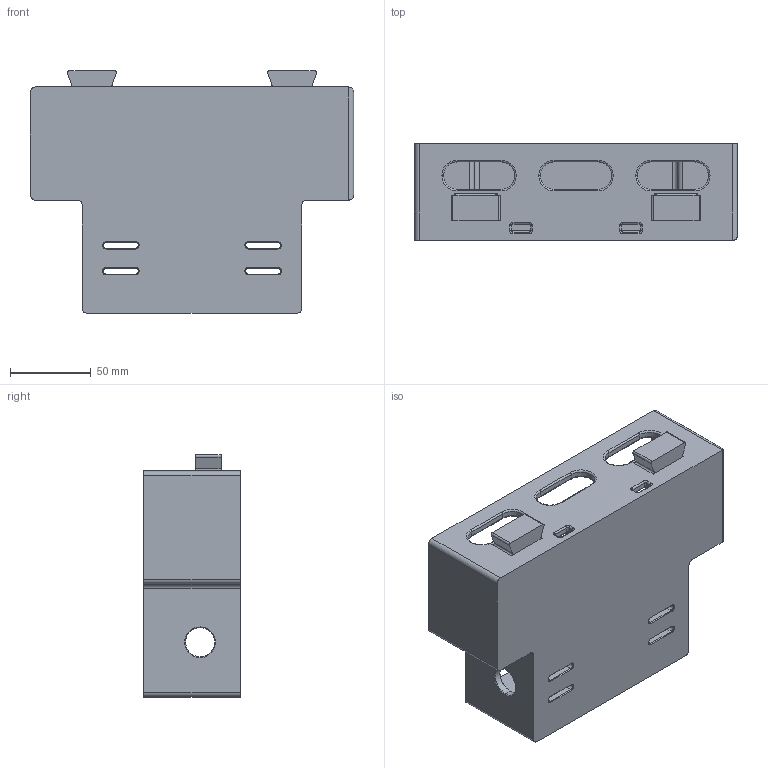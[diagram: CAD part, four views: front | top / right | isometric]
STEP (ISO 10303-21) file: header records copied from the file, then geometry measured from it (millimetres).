
FILE_DESCRIPTION (( 'STEP AP214' ), '1' );
FILE_NAME ('Chasis_MD.STEP', '2025-07-23T19:45:42', ( '' ), ( '' ), 'SwSTEP 2.0', 'SolidWorks 2025', '' );
FILE_SCHEMA (( 'AUTOMOTIVE_DESIGN' ));
Length unit declared in the file: millimetre
Products named in the file (1): Chasis_MD
Bounding box: 200 x 60 x 150 mm (x, y, z)
Volume: 292754.3 mm3; surface area: 120352.3 mm2
Topology: 1 solids, 1 shells, 225 faces, 550 edges, 326 vertices
Faces by surface type: cylinder 92, plane 65, torus 40, cone 24, bspline 4
Entity records: 7621 total; most frequent: CARTESIAN_POINT 2184, DIRECTION 1210, ORIENTED_EDGE 1096, EDGE_CURVE 548, AXIS2_PLACEMENT_3D 462, VERTEX_POINT 326, LINE 286, VECTOR 286
